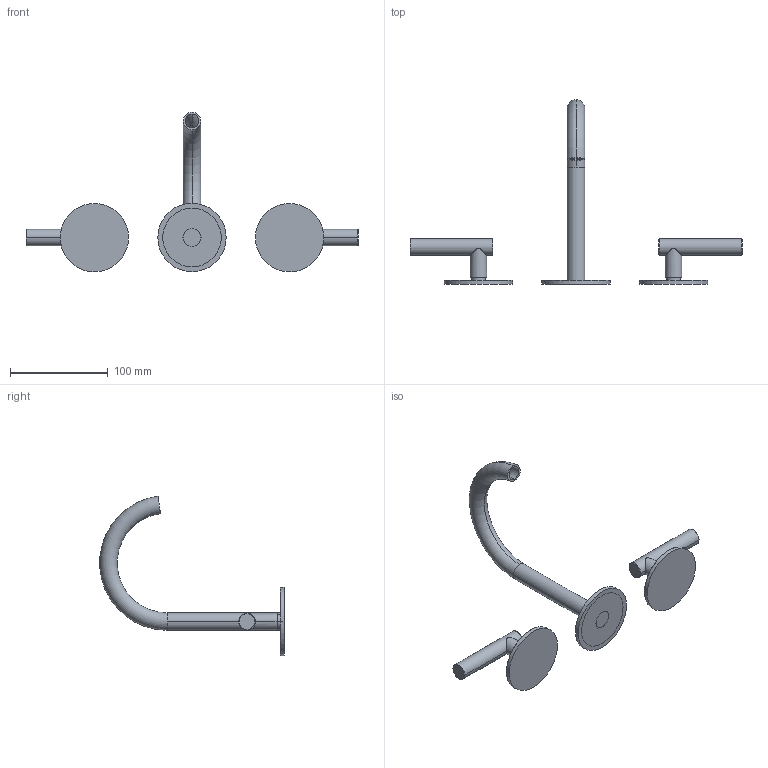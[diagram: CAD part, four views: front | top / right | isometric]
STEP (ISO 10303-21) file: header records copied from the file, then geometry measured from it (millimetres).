
FILE_DESCRIPTION (( 'STEP AP214' ), '1' );
FILE_NAME ('MRS.0002.STEP', '2023-01-05T08:16:22', ( 'Solid' ), ( '' ), 'SwSTEP 2.0', 'SolidWorks 2019', '' );
FILE_SCHEMA (( 'AUTOMOTIVE_DESIGN' ));
Length unit declared in the file: millimetre
Products named in the file (5): SCP0019002107.STEP; MRS.0002; 0001-ESPELHO__70_BICA__18MM_000000000000.STEP; MANIPULO 11.3; CRW.0005.STEP
Assembly tree (5 placements, depth 3):
  MRS.0002
    CRW.0005.STEP
      SCP0019002107.STEP
      0001-ESPELHO__70_BICA__18MM_000000000000.STEP
    MANIPULO 11.3  x2
Bounding box: 340 x 188.85 x 163.55 mm (x, y, z)
Volume: 135992.1 mm3; surface area: 76396.2 mm2
Topology: 9 solids, 9 shells, 107 faces, 218 edges, 136 vertices
Faces by surface type: cylinder 40, torus 28, plane 27, cone 8, bspline 4
Entity records: 2754 total; most frequent: CARTESIAN_POINT 970, DIRECTION 383, ORIENTED_EDGE 294, AXIS2_PLACEMENT_3D 173, EDGE_CURVE 147, CIRCLE 94, VERTEX_POINT 92, EDGE_LOOP 81
